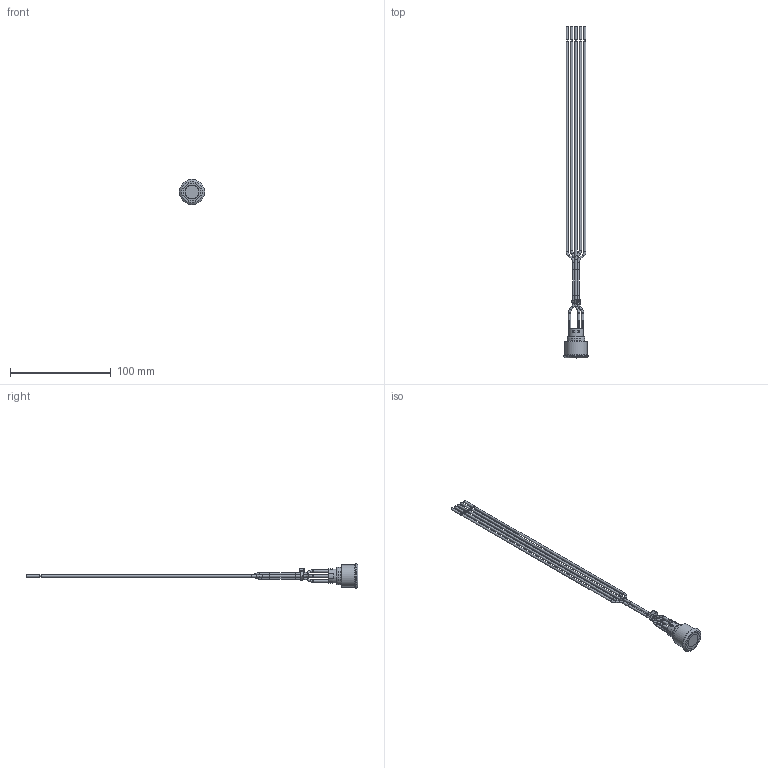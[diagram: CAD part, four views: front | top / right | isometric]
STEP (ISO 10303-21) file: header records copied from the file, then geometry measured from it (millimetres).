
FILE_DESCRIPTION(/* description */ ('','CAx-IF Rec.Pracs.---Representation and Presentation of Product Manufacturing Information (PMI)---4.0---2014-10-13'),/* implementation_level */ '2;1');
FILE_NAME(/* name */ 'ULV7FW3xx3xx.stp',/* time_stamp */ '2019-06-10T15:30:51-05:00',/* author */ ('mroman'),/* organization */ (''),/* preprocessor_version */ 'ST-DEVELOPER v17',/* originating_system */ 'Autodesk Inventor 2018',/* authorisation */ '');
FILE_SCHEMA (('AP242_MANAGED_MODEL_BASED_3D_ENGINEERING_MIM_LF { 1 0 10303 442 1 1 4 }'));
Length unit declared in the file: millimetre
Products named in the file (1): ULV7FW3xx3xx
Bounding box: 25 x 329.2 x 25 mm (x, y, z)
Volume: 14227.1 mm3; surface area: 14356.2 mm2
Topology: 1 solids, 1 shells, 398 faces, 1084 edges, 695 vertices
Faces by surface type: plane 209, cylinder 93, bspline 50, torus 28, cone 10, sphere 8
Full cylindrical faces by diameter (mm): 1.1 x5, 2.2 x32, 2.4 x5, 13.3 x1, 13.75 x1, 14.7 x1, 17.5 x1, 20.8 x1, 22 x1, 25 x1
Entity records: 13457 total; most frequent: CARTESIAN_POINT 3210, ORIENTED_EDGE 2170, DIRECTION 2102, EDGE_CURVE 1085, AXIS2_PLACEMENT_3D 756, VERTEX_POINT 695, LINE 598, VECTOR 598
